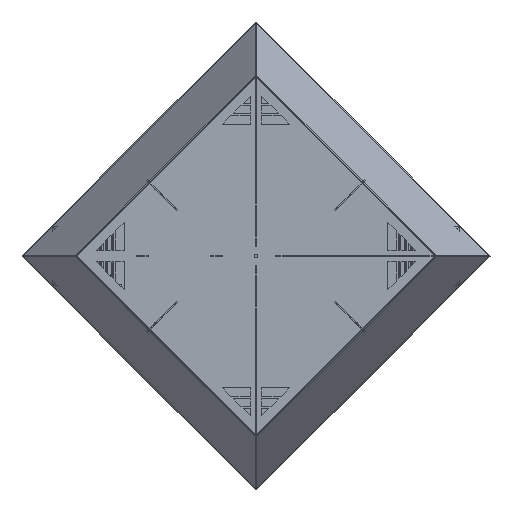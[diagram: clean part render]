
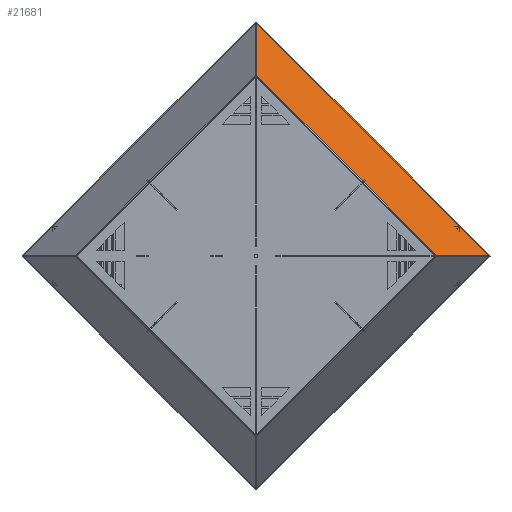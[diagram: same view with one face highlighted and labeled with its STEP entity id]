
A CAD part, front view. The second image highlights one B-rep face of the part: STEP entity #21681.
In plain terms, the highlighted planar face has unit normal (0.635, -0.438, 0.635).
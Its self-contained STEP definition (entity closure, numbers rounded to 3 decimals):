
#2356 = LINE ( 'NONE', #81326, #15170 ) ;
#2788 = DIRECTION ( 'NONE',  ( -0.707, 0., 0.707 ) ) ;
#8657 = VECTOR ( 'NONE', #22614, 1000. ) ;
#15170 = VECTOR ( 'NONE', #51844, 1000. ) ;
#15780 = AXIS2_PLACEMENT_3D ( 'NONE', #39891, #75574, #2788 ) ;
#19328 = ORIENTED_EDGE ( 'NONE', *, *, #27036, .F. ) ;
#21681 = ADVANCED_FACE ( 'NONE', ( #67941 ), #68404, .F. ) ;
#22614 = DIRECTION ( 'NONE',  ( 0., 0.823, 0.568 ) ) ;
#27036 = EDGE_CURVE ( 'NONE', #41782, #78957, #30210, .T. ) ;
#27998 = EDGE_LOOP ( 'NONE', ( #44246, #55399, #83928, #19328 ) ) ;
#28963 = EDGE_CURVE ( 'NONE', #30396, #41782, #2356, .T. ) ;
#30210 = LINE ( 'NONE', #38309, #8657 ) ;
#30324 = CARTESIAN_POINT ( 'NONE',  ( 299.148, 196.42, 299.148 ) ) ;
#30396 = VERTEX_POINT ( 'NONE', #38986 ) ;
#33090 = VECTOR ( 'NONE', #77943, 1000. ) ;
#38309 = CARTESIAN_POINT ( 'NONE',  ( 2.007, 0.651, 461.255 ) ) ;
#38986 = CARTESIAN_POINT ( 'NONE',  ( 461.255, 0.651, 2.007 ) ) ;
#39891 = CARTESIAN_POINT ( 'NONE',  ( 187.235, -128.08, 187.235 ) ) ;
#41782 = VERTEX_POINT ( 'NONE', #55655 ) ;
#44246 = ORIENTED_EDGE ( 'NONE', *, *, #28963, .F. ) ;
#47522 = CARTESIAN_POINT ( 'NONE',  ( 461.255, 0.651, 2.007 ) ) ;
#47696 = CARTESIAN_POINT ( 'NONE',  ( 2.007, 196.42, 596.289 ) ) ;
#51844 = DIRECTION ( 'NONE',  ( -0.707, 0., 0.707 ) ) ;
#52252 = LINE ( 'NONE', #30324, #82955 ) ;
#55399 = ORIENTED_EDGE ( 'NONE', *, *, #71052, .T. ) ;
#55655 = CARTESIAN_POINT ( 'NONE',  ( 2.007, 0.651, 461.255 ) ) ;
#67941 = FACE_OUTER_BOUND ( 'NONE', #27998, .T. ) ;
#68404 = PLANE ( 'NONE',  #15780 ) ;
#68829 = EDGE_CURVE ( 'NONE', #92312, #78957, #52252, .T. ) ;
#69373 = LINE ( 'NONE', #47522, #33090 ) ;
#71052 = EDGE_CURVE ( 'NONE', #30396, #92312, #69373, .T. ) ;
#71735 = DIRECTION ( 'NONE',  ( -0.707, 0., 0.707 ) ) ;
#75574 = DIRECTION ( 'NONE',  ( -0.636, 0.438, -0.636 ) ) ;
#77943 = DIRECTION ( 'NONE',  ( 0.568, 0.823, 0. ) ) ;
#78957 = VERTEX_POINT ( 'NONE', #47696 ) ;
#81326 = CARTESIAN_POINT ( 'NONE',  ( 4.131, 0.651, 459.131 ) ) ;
#82955 = VECTOR ( 'NONE', #71735, 1000. ) ;
#83928 = ORIENTED_EDGE ( 'NONE', *, *, #68829, .T. ) ;
#92312 = VERTEX_POINT ( 'NONE', #93208 ) ;
#93208 = CARTESIAN_POINT ( 'NONE',  ( 596.289, 196.42, 2.007 ) ) ;
